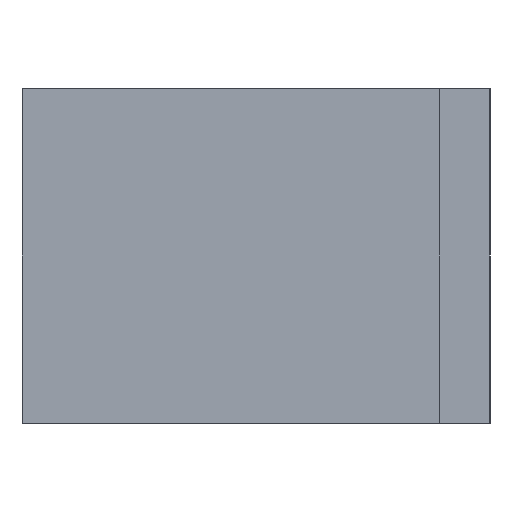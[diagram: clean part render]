
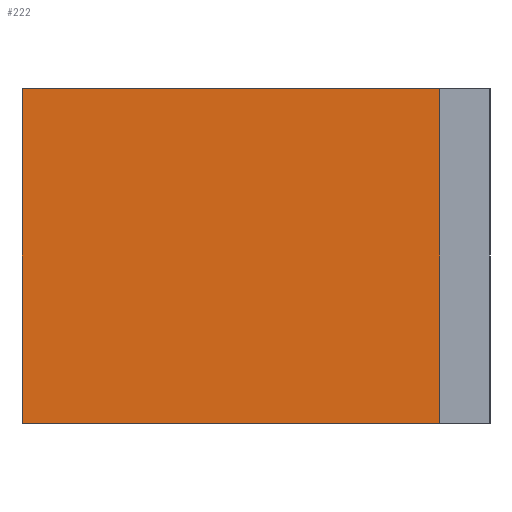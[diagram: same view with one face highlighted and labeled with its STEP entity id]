
A CAD part, left-side view. The second image highlights one B-rep face of the part: STEP entity #222.
In plain terms, the highlighted planar face has unit normal (-1, 0, 0).
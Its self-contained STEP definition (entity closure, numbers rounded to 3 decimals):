
#10 = DIRECTION ( 'NONE',  ( 0., 0., -1. ) ) ;
#15 = DIRECTION ( 'NONE',  ( 1., 0., 0. ) ) ;
#40 = VECTOR ( 'NONE', #566, 1000. ) ;
#43 = VECTOR ( 'NONE', #141, 1000. ) ;
#49 = CARTESIAN_POINT ( 'NONE',  ( -26., 28., -10. ) ) ;
#110 = DIRECTION ( 'NONE',  ( 0., -1., 0. ) ) ;
#135 = LINE ( 'NONE', #49, #783 ) ;
#141 = DIRECTION ( 'NONE',  ( 0., 0., 1. ) ) ;
#153 = EDGE_CURVE ( 'NONE', #802, #436, #246, .T. ) ;
#156 = ORIENTED_EDGE ( 'NONE', *, *, #944, .F. ) ;
#218 = VECTOR ( 'NONE', #110, 1000. ) ;
#222 = ADVANCED_FACE ( 'NONE', ( #918 ), #760, .F. ) ;
#246 = LINE ( 'NONE', #642, #40 ) ;
#360 = EDGE_CURVE ( 'NONE', #810, #436, #697, .T. ) ;
#365 = EDGE_LOOP ( 'NONE', ( #637, #743, #156, #421 ) ) ;
#421 = ORIENTED_EDGE ( 'NONE', *, *, #897, .T. ) ;
#429 = CARTESIAN_POINT ( 'NONE',  ( -26., 28., 0. ) ) ;
#436 = VERTEX_POINT ( 'NONE', #712 ) ;
#442 = CARTESIAN_POINT ( 'NONE',  ( -26., 3., -10. ) ) ;
#543 = LINE ( 'NONE', #880, #43 ) ;
#566 = DIRECTION ( 'NONE',  ( 0., 0., 1. ) ) ;
#575 = VERTEX_POINT ( 'NONE', #924 ) ;
#637 = ORIENTED_EDGE ( 'NONE', *, *, #153, .T. ) ;
#642 = CARTESIAN_POINT ( 'NONE',  ( -26., 3., 0. ) ) ;
#697 = LINE ( 'NONE', #931, #218 ) ;
#701 = AXIS2_PLACEMENT_3D ( 'NONE', #429, #15, #10 ) ;
#712 = CARTESIAN_POINT ( 'NONE',  ( -26., 3., 10. ) ) ;
#743 = ORIENTED_EDGE ( 'NONE', *, *, #360, .F. ) ;
#760 = PLANE ( 'NONE',  #701 ) ;
#765 = CARTESIAN_POINT ( 'NONE',  ( -26., 28., 10. ) ) ;
#783 = VECTOR ( 'NONE', #886, 1000. ) ;
#802 = VERTEX_POINT ( 'NONE', #442 ) ;
#810 = VERTEX_POINT ( 'NONE', #765 ) ;
#880 = CARTESIAN_POINT ( 'NONE',  ( -26., 28., 0. ) ) ;
#886 = DIRECTION ( 'NONE',  ( 0., -1., 0. ) ) ;
#897 = EDGE_CURVE ( 'NONE', #575, #802, #135, .T. ) ;
#918 = FACE_OUTER_BOUND ( 'NONE', #365, .T. ) ;
#924 = CARTESIAN_POINT ( 'NONE',  ( -26., 28., -10. ) ) ;
#931 = CARTESIAN_POINT ( 'NONE',  ( -26., 28., 10. ) ) ;
#944 = EDGE_CURVE ( 'NONE', #575, #810, #543, .T. ) ;
